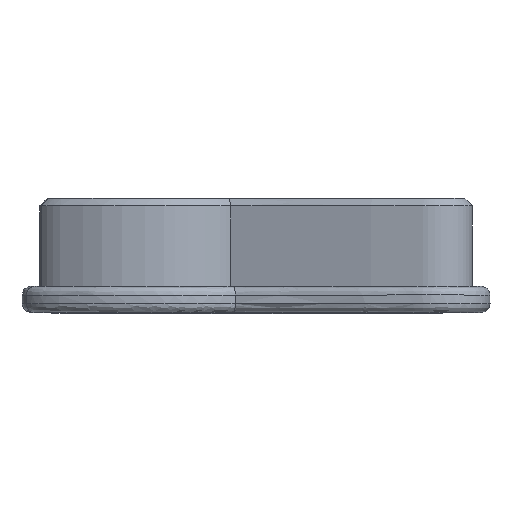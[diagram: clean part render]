
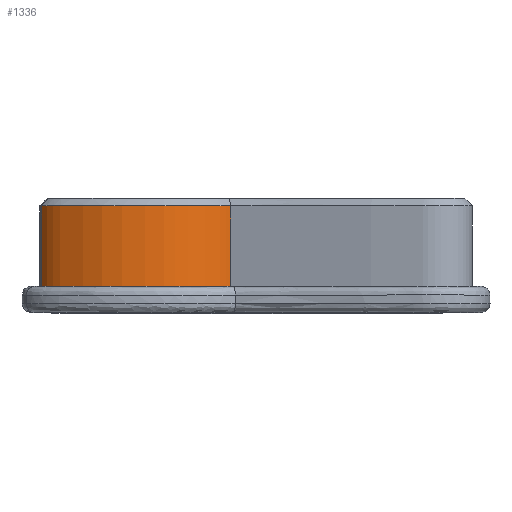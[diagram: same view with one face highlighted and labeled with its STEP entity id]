
A CAD part, top view. The second image highlights one B-rep face of the part: STEP entity #1336.
In plain terms, the highlighted free-form (B-spline) face has degree [3, 1] with [28, 2] control points.
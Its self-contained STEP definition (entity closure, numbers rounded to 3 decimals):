
#81=LINE('',#4026,#114);
#82=LINE('',#4056,#115);
#114=VECTOR('',#1483,10.);
#115=VECTOR('',#1484,10.);
#153=FACE_OUTER_BOUND('',#247,.T.);
#247=EDGE_LOOP('',(#853,#854,#855,#856));
#354=B_SPLINE_CURVE_WITH_KNOTS('',3,(#3619,#3620,#3621,#3622,#3623,#3624,
#3625,#3626,#3627,#3628,#3629,#3630,#3631,#3632,#3633,#3634,#3635,#3636,
#3637,#3638,#3639,#3640,#3641,#3642,#3643,#3644,#3645,#3646),
 .UNSPECIFIED.,.F.,.F.,(4,3,3,3,3,3,3,3,3,4),(-0.003,0.,0.133,
0.247,0.363,0.494,0.655,
0.782,0.944,0.971),.UNSPECIFIED.);
#360=B_SPLINE_CURVE_WITH_KNOTS('',3,(#4028,#4029,#4030,#4031,#4032,#4033,
#4034,#4035,#4036,#4037,#4038,#4039,#4040,#4041,#4042,#4043,#4044,#4045,
#4046,#4047,#4048,#4049,#4050,#4051,#4052,#4053,#4054,#4055),
 .UNSPECIFIED.,.F.,.F.,(4,3,3,3,3,3,3,3,3,4),(-0.003,0.,0.133,
0.247,0.363,0.494,0.655,
0.782,0.944,0.971),.UNSPECIFIED.);
#494=VERTEX_POINT('',#3428);
#495=VERTEX_POINT('',#3618);
#498=VERTEX_POINT('',#4025);
#499=VERTEX_POINT('',#4027);
#624=EDGE_CURVE('',#495,#494,#354,.T.);
#630=EDGE_CURVE('',#498,#495,#81,.T.);
#631=EDGE_CURVE('',#498,#499,#360,.T.);
#632=EDGE_CURVE('',#499,#494,#82,.T.);
#853=ORIENTED_EDGE('',*,*,#624,.F.);
#854=ORIENTED_EDGE('',*,*,#630,.F.);
#855=ORIENTED_EDGE('',*,*,#631,.T.);
#856=ORIENTED_EDGE('',*,*,#632,.T.);
#1265=B_SPLINE_SURFACE_WITH_KNOTS('',3,1,((#3969,#3970),(#3971,#3972),(#3973,
#3974),(#3975,#3976),(#3977,#3978),(#3979,#3980),(#3981,#3982),(#3983,#3984),
(#3985,#3986),(#3987,#3988),(#3989,#3990),(#3991,#3992),(#3993,#3994),(#3995,
#3996),(#3997,#3998),(#3999,#4000),(#4001,#4002),(#4003,#4004),(#4005,#4006),
(#4007,#4008),(#4009,#4010),(#4011,#4012),(#4013,#4014),(#4015,#4016),(#4017,
#4018),(#4019,#4020),(#4021,#4022),(#4023,#4024)),.UNSPECIFIED.,.F.,.F.,
 .F.,(4,3,3,3,3,3,3,3,3,4),(2,2),(-0.003,0.,0.133,
0.247,0.363,0.494,0.655,
0.782,0.944,0.971),(0.,1.),
 .UNSPECIFIED.);
#1336=ADVANCED_FACE('',(#153),#1265,.T.);
#1483=DIRECTION('',(0.,1.,0.));
#1484=DIRECTION('',(0.,1.,0.));
#3428=CARTESIAN_POINT('',(5.947,9.14,-0.417));
#3618=CARTESIAN_POINT('',(-15.577,9.14,-1.739));
#3619=CARTESIAN_POINT('Ctrl Pts',(-15.577,9.14,-1.739));
#3620=CARTESIAN_POINT('Ctrl Pts',(-15.567,9.14,-1.724));
#3621=CARTESIAN_POINT('Ctrl Pts',(-15.557,9.14,-1.709));
#3622=CARTESIAN_POINT('Ctrl Pts',(-15.546,9.14,-1.694));
#3623=CARTESIAN_POINT('Ctrl Pts',(-14.935,9.14,-0.791));
#3624=CARTESIAN_POINT('Ctrl Pts',(-14.044,9.14,-0.071));
#3625=CARTESIAN_POINT('Ctrl Pts',(-13.146,9.14,0.463));
#3626=CARTESIAN_POINT('Ctrl Pts',(-12.381,9.14,0.919));
#3627=CARTESIAN_POINT('Ctrl Pts',(-11.684,9.14,1.262));
#3628=CARTESIAN_POINT('Ctrl Pts',(-10.945,9.14,1.619));
#3629=CARTESIAN_POINT('Ctrl Pts',(-10.189,9.14,1.984));
#3630=CARTESIAN_POINT('Ctrl Pts',(-9.302,9.14,2.377));
#3631=CARTESIAN_POINT('Ctrl Pts',(-8.249,9.14,2.68));
#3632=CARTESIAN_POINT('Ctrl Pts',(-7.066,9.14,3.021));
#3633=CARTESIAN_POINT('Ctrl Pts',(-5.743,9.14,3.194));
#3634=CARTESIAN_POINT('Ctrl Pts',(-4.607,9.14,3.275));
#3635=CARTESIAN_POINT('Ctrl Pts',(-3.202,9.14,3.376));
#3636=CARTESIAN_POINT('Ctrl Pts',(-2.013,9.14,3.392));
#3637=CARTESIAN_POINT('Ctrl Pts',(-0.767,9.14,3.115));
#3638=CARTESIAN_POINT('Ctrl Pts',(0.213,9.14,2.897));
#3639=CARTESIAN_POINT('Ctrl Pts',(1.255,9.14,2.517));
#3640=CARTESIAN_POINT('Ctrl Pts',(2.251,9.14,2.073));
#3641=CARTESIAN_POINT('Ctrl Pts',(3.518,9.14,1.509));
#3642=CARTESIAN_POINT('Ctrl Pts',(4.578,9.14,0.855));
#3643=CARTESIAN_POINT('Ctrl Pts',(5.5,9.14,0.013));
#3644=CARTESIAN_POINT('Ctrl Pts',(5.652,9.14,-0.125));
#3645=CARTESIAN_POINT('Ctrl Pts',(5.801,9.14,-0.269));
#3646=CARTESIAN_POINT('Ctrl Pts',(5.947,9.14,-0.417));
#3969=CARTESIAN_POINT('Ctrl Pts',(-15.577,0.,-1.739));
#3970=CARTESIAN_POINT('Ctrl Pts',(-15.577,10.,-1.739));
#3971=CARTESIAN_POINT('Ctrl Pts',(-15.567,0.,-1.724));
#3972=CARTESIAN_POINT('Ctrl Pts',(-15.567,10.,-1.724));
#3973=CARTESIAN_POINT('Ctrl Pts',(-15.557,0.,-1.709));
#3974=CARTESIAN_POINT('Ctrl Pts',(-15.557,10.,-1.709));
#3975=CARTESIAN_POINT('Ctrl Pts',(-15.546,0.,-1.694));
#3976=CARTESIAN_POINT('Ctrl Pts',(-15.546,10.,-1.694));
#3977=CARTESIAN_POINT('Ctrl Pts',(-14.935,0.,-0.791));
#3978=CARTESIAN_POINT('Ctrl Pts',(-14.935,10.,-0.791));
#3979=CARTESIAN_POINT('Ctrl Pts',(-14.044,0.,-0.071));
#3980=CARTESIAN_POINT('Ctrl Pts',(-14.044,10.,-0.071));
#3981=CARTESIAN_POINT('Ctrl Pts',(-13.146,0.,0.463));
#3982=CARTESIAN_POINT('Ctrl Pts',(-13.146,10.,0.463));
#3983=CARTESIAN_POINT('Ctrl Pts',(-12.381,0.,0.919));
#3984=CARTESIAN_POINT('Ctrl Pts',(-12.381,10.,0.919));
#3985=CARTESIAN_POINT('Ctrl Pts',(-11.684,0.,1.262));
#3986=CARTESIAN_POINT('Ctrl Pts',(-11.684,10.,1.262));
#3987=CARTESIAN_POINT('Ctrl Pts',(-10.945,0.,1.619));
#3988=CARTESIAN_POINT('Ctrl Pts',(-10.945,10.,1.619));
#3989=CARTESIAN_POINT('Ctrl Pts',(-10.189,0.,1.984));
#3990=CARTESIAN_POINT('Ctrl Pts',(-10.189,10.,1.984));
#3991=CARTESIAN_POINT('Ctrl Pts',(-9.302,0.,2.377));
#3992=CARTESIAN_POINT('Ctrl Pts',(-9.302,10.,2.377));
#3993=CARTESIAN_POINT('Ctrl Pts',(-8.249,0.,2.68));
#3994=CARTESIAN_POINT('Ctrl Pts',(-8.249,10.,2.68));
#3995=CARTESIAN_POINT('Ctrl Pts',(-7.066,0.,3.021));
#3996=CARTESIAN_POINT('Ctrl Pts',(-7.066,10.,3.021));
#3997=CARTESIAN_POINT('Ctrl Pts',(-5.743,0.,3.194));
#3998=CARTESIAN_POINT('Ctrl Pts',(-5.743,10.,3.194));
#3999=CARTESIAN_POINT('Ctrl Pts',(-4.607,0.,3.275));
#4000=CARTESIAN_POINT('Ctrl Pts',(-4.607,10.,3.275));
#4001=CARTESIAN_POINT('Ctrl Pts',(-3.202,0.,3.376));
#4002=CARTESIAN_POINT('Ctrl Pts',(-3.202,10.,3.376));
#4003=CARTESIAN_POINT('Ctrl Pts',(-2.013,0.,3.392));
#4004=CARTESIAN_POINT('Ctrl Pts',(-2.013,10.,3.392));
#4005=CARTESIAN_POINT('Ctrl Pts',(-0.767,0.,3.115));
#4006=CARTESIAN_POINT('Ctrl Pts',(-0.767,10.,3.115));
#4007=CARTESIAN_POINT('Ctrl Pts',(0.213,0.,2.897));
#4008=CARTESIAN_POINT('Ctrl Pts',(0.213,10.,2.897));
#4009=CARTESIAN_POINT('Ctrl Pts',(1.255,0.,2.517));
#4010=CARTESIAN_POINT('Ctrl Pts',(1.255,10.,2.517));
#4011=CARTESIAN_POINT('Ctrl Pts',(2.251,0.,2.073));
#4012=CARTESIAN_POINT('Ctrl Pts',(2.251,10.,2.073));
#4013=CARTESIAN_POINT('Ctrl Pts',(3.518,0.,1.509));
#4014=CARTESIAN_POINT('Ctrl Pts',(3.518,10.,1.509));
#4015=CARTESIAN_POINT('Ctrl Pts',(4.578,0.,0.855));
#4016=CARTESIAN_POINT('Ctrl Pts',(4.578,10.,0.855));
#4017=CARTESIAN_POINT('Ctrl Pts',(5.5,0.,0.013));
#4018=CARTESIAN_POINT('Ctrl Pts',(5.5,10.,0.013));
#4019=CARTESIAN_POINT('Ctrl Pts',(5.652,0.,-0.125));
#4020=CARTESIAN_POINT('Ctrl Pts',(5.652,10.,-0.125));
#4021=CARTESIAN_POINT('Ctrl Pts',(5.801,0.,-0.269));
#4022=CARTESIAN_POINT('Ctrl Pts',(5.801,10.,-0.269));
#4023=CARTESIAN_POINT('Ctrl Pts',(5.947,0.,-0.417));
#4024=CARTESIAN_POINT('Ctrl Pts',(5.947,10.,-0.417));
#4025=CARTESIAN_POINT('',(-15.577,0.,-1.739));
#4026=CARTESIAN_POINT('',(-15.577,0.,-1.739));
#4027=CARTESIAN_POINT('',(5.947,0.,-0.417));
#4028=CARTESIAN_POINT('Ctrl Pts',(-15.577,0.,-1.739));
#4029=CARTESIAN_POINT('Ctrl Pts',(-15.567,0.,-1.724));
#4030=CARTESIAN_POINT('Ctrl Pts',(-15.557,0.,-1.709));
#4031=CARTESIAN_POINT('Ctrl Pts',(-15.546,0.,-1.694));
#4032=CARTESIAN_POINT('Ctrl Pts',(-14.935,0.,-0.791));
#4033=CARTESIAN_POINT('Ctrl Pts',(-14.044,0.,-0.071));
#4034=CARTESIAN_POINT('Ctrl Pts',(-13.146,0.,0.463));
#4035=CARTESIAN_POINT('Ctrl Pts',(-12.381,0.,0.919));
#4036=CARTESIAN_POINT('Ctrl Pts',(-11.684,0.,1.262));
#4037=CARTESIAN_POINT('Ctrl Pts',(-10.945,0.,1.619));
#4038=CARTESIAN_POINT('Ctrl Pts',(-10.189,0.,1.984));
#4039=CARTESIAN_POINT('Ctrl Pts',(-9.302,0.,2.377));
#4040=CARTESIAN_POINT('Ctrl Pts',(-8.249,0.,2.68));
#4041=CARTESIAN_POINT('Ctrl Pts',(-7.066,0.,3.021));
#4042=CARTESIAN_POINT('Ctrl Pts',(-5.743,0.,3.194));
#4043=CARTESIAN_POINT('Ctrl Pts',(-4.607,0.,3.275));
#4044=CARTESIAN_POINT('Ctrl Pts',(-3.202,0.,3.376));
#4045=CARTESIAN_POINT('Ctrl Pts',(-2.013,0.,3.392));
#4046=CARTESIAN_POINT('Ctrl Pts',(-0.767,0.,3.115));
#4047=CARTESIAN_POINT('Ctrl Pts',(0.213,0.,2.897));
#4048=CARTESIAN_POINT('Ctrl Pts',(1.255,0.,2.517));
#4049=CARTESIAN_POINT('Ctrl Pts',(2.251,0.,2.073));
#4050=CARTESIAN_POINT('Ctrl Pts',(3.518,0.,1.509));
#4051=CARTESIAN_POINT('Ctrl Pts',(4.578,0.,0.855));
#4052=CARTESIAN_POINT('Ctrl Pts',(5.5,0.,0.013));
#4053=CARTESIAN_POINT('Ctrl Pts',(5.652,0.,-0.125));
#4054=CARTESIAN_POINT('Ctrl Pts',(5.801,0.,-0.269));
#4055=CARTESIAN_POINT('Ctrl Pts',(5.947,0.,-0.417));
#4056=CARTESIAN_POINT('',(5.947,0.,-0.417));
